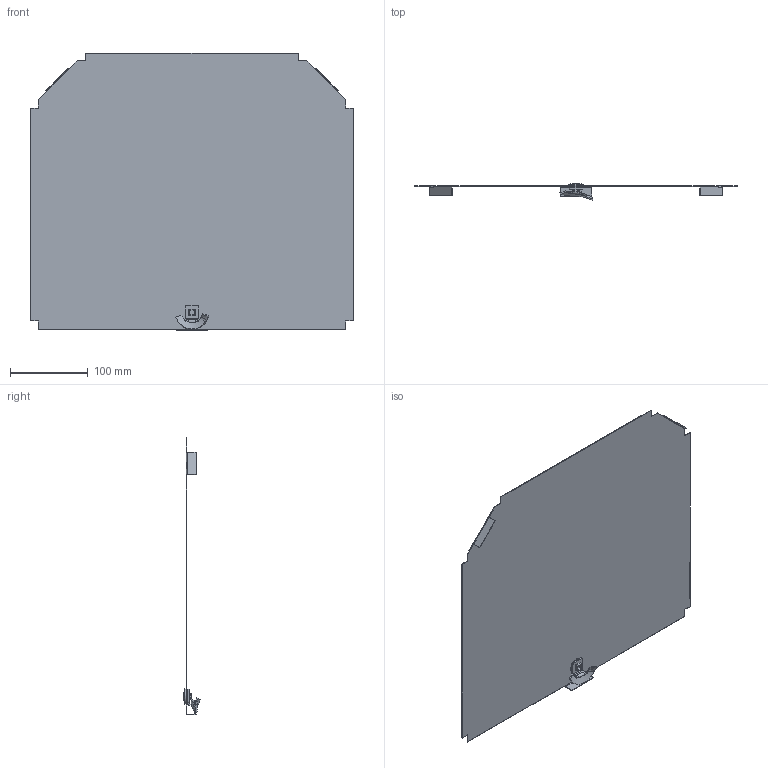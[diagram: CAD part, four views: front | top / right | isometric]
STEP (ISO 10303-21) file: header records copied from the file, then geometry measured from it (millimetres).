
FILE_DESCRIPTION (( 'STEP AP214' ), '1' );
FILE_NAME ('6038606.STEP', '2024-05-24T10:43:18', ( '' ), ( '' ), 'SwSTEP 2.0', 'SolidWorks 2022', '' );
FILE_SCHEMA (( 'AUTOMOTIVE_DESIGN' ));
Length unit declared in the file: millimetre
Products named in the file (4): 6038606; 109905_quadratisch; 183773_NB 300; 099600_Standard
Assembly tree (3 placements, depth 2):
  6038606
    183773_NB 300
    109905_quadratisch
    099600_Standard
Bounding box: 415.6 x 21.36 x 357.55 mm (x, y, z)
Volume: 110832.9 mm3; surface area: 292194.5 mm2
Topology: 3 solids, 3 shells, 162 faces, 410 edges, 257 vertices
Faces by surface type: plane 87, bspline 34, cylinder 24, cone 13, torus 4
Entity records: 7069 total; most frequent: CARTESIAN_POINT 3050, ORIENTED_EDGE 816, DIRECTION 641, EDGE_CURVE 408, VERTEX_POINT 257, VECTOR 215, LINE 215, AXIS2_PLACEMENT_3D 213
